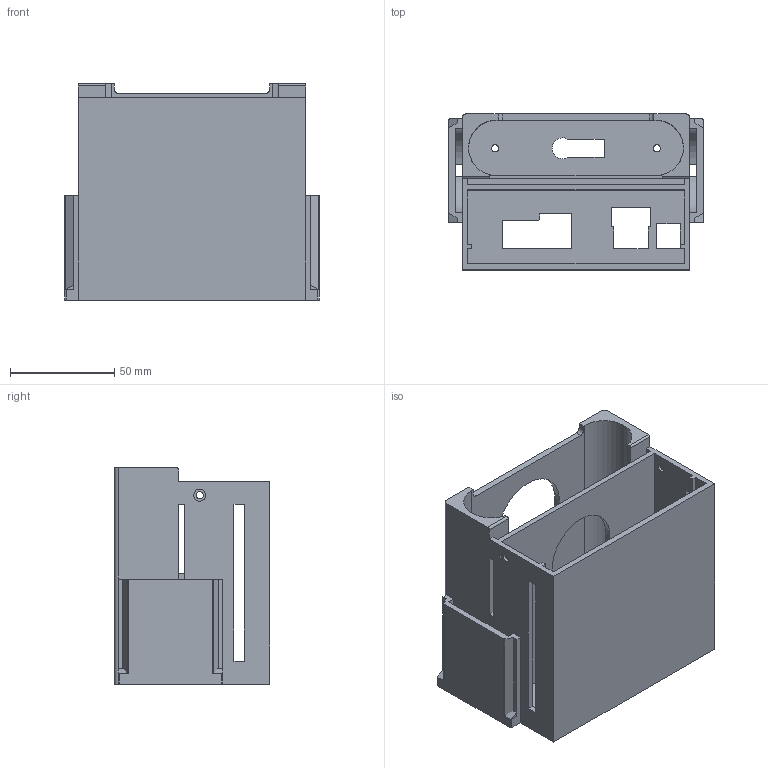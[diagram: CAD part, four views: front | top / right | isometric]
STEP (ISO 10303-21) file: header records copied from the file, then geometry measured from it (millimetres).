
FILE_DESCRIPTION(/* description */ (''),/* implementation_level */ '2;1');
FILE_NAME(/* name */ 'zhuangpei3.1 v15.step',/* time_stamp */ '2023-11-23T11:29:45+08:00',/* author */ (''),/* organization */ (''),/* preprocessor_version */ 'ST-DEVELOPER v20',/* originating_system */ 'Autodesk Translation Framework v12.14.0.127',/* authorisation */ '');
FILE_SCHEMA (('AUTOMOTIVE_DESIGN { 1 0 10303 214 3 1 1 }'));
Length unit declared in the file: millimetre
Products named in the file (3): zhuangpei3.1; 2023-11-16-fengkou; kezi
Assembly tree (3 placements, depth 2):
  zhuangpei3.1
    2023-11-16-fengkou  x2
    kezi
Bounding box: 121.6 x 74.6 x 103.5 mm (x, y, z)
Volume: 172611.2 mm3; surface area: 116308.3 mm2
Topology: 11 solids, 11 shells, 189 faces, 508 edges, 336 vertices
Faces by surface type: plane 151, cylinder 34, cone 4
Full cylindrical faces by diameter (mm): 3.4 x4, 39 x1, 42 x1
Entity records: 4941 total; most frequent: CARTESIAN_POINT 853, ORIENTED_EDGE 836, DIRECTION 795, EDGE_CURVE 418, LINE 359, VECTOR 359, VERTEX_POINT 276, AXIS2_PLACEMENT_3D 218
